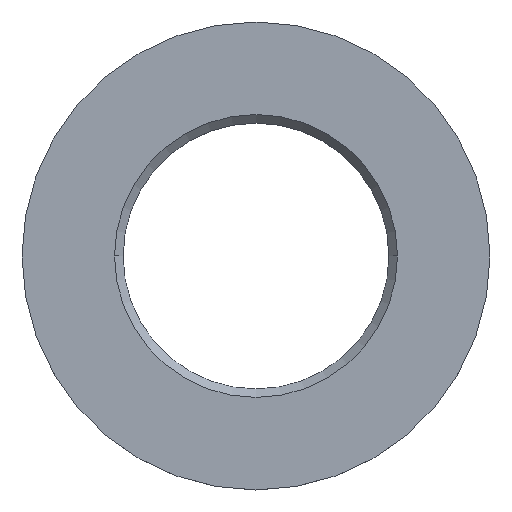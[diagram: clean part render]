
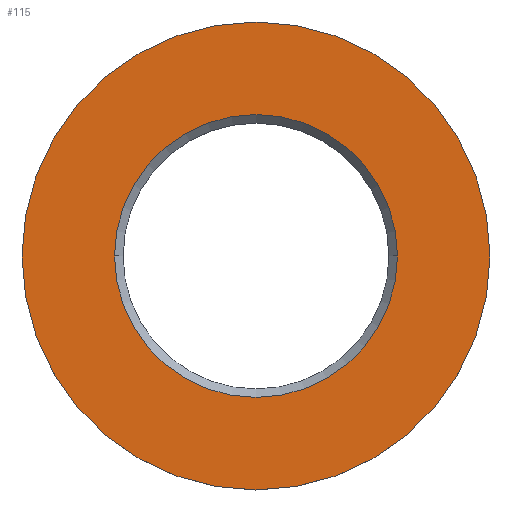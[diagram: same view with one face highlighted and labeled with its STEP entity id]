
A CAD part, top view. The second image highlights one B-rep face of the part: STEP entity #115.
In plain terms, the highlighted planar face has unit normal (0, 0, 1).
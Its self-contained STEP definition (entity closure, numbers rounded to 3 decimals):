
#69=EDGE_CURVE('',#71,#81,#171,.T.);
#71=VERTEX_POINT('',#173);
#75=EDGE_CURVE('',#81,#71,#177,.T.);
#81=VERTEX_POINT('',#185);
#99=VERTEX_POINT('',#206);
#115=ADVANCED_FACE('',(#223,#224),#225,.T.);
#119=VERTEX_POINT('',#229);
#127=EDGE_CURVE('',#119,#99,#240,.T.);
#141=EDGE_CURVE('',#99,#119,#254,.T.);
#171=CIRCLE('',#277,22.0);
#173=CARTESIAN_POINT('',(22.,0.,8.2));
#177=CIRCLE('',#285,22.0);
#185=CARTESIAN_POINT('',(-22.0,0.,8.2));
#206=CARTESIAN_POINT('',(-13.3,0.,8.2));
#223=FACE_OUTER_BOUND('',#343,.T.);
#224=FACE_BOUND('',#344,.T.);
#225=PLANE('',#345);
#229=CARTESIAN_POINT('',(13.3,0.,8.2));
#240=CIRCLE('',#360,13.3);
#254=CIRCLE('',#381,13.3);
#277=AXIS2_PLACEMENT_3D('',#399,#400,#401);
#285=AXIS2_PLACEMENT_3D('',#405,#406,#407);
#343=EDGE_LOOP('',(#473,#474));
#344=EDGE_LOOP('',(#475,#476));
#345=AXIS2_PLACEMENT_3D('',#477,#478,#479);
#360=AXIS2_PLACEMENT_3D('',#497,#498,#499);
#381=AXIS2_PLACEMENT_3D('',#508,#509,#510);
#399=CARTESIAN_POINT('',(0.,0.,8.2));
#400=DIRECTION('',(-0.0,0.0,-1.0));
#401=DIRECTION('',(-1.0,0.,0.0));
#405=CARTESIAN_POINT('',(0.,0.,8.2));
#406=DIRECTION('',(-0.0,0.0,-1.0));
#407=DIRECTION('',(-1.0,0.,0.0));
#473=ORIENTED_EDGE('',*,*,#75,.F.);
#474=ORIENTED_EDGE('',*,*,#69,.F.);
#475=ORIENTED_EDGE('',*,*,#141,.T.);
#476=ORIENTED_EDGE('',*,*,#127,.T.);
#477=CARTESIAN_POINT('',(-17.65,0.,8.2));
#478=DIRECTION('',(0.0,0.0,1.0));
#479=DIRECTION('',(-1.0,0.,0.0));
#497=CARTESIAN_POINT('',(0.,0.,8.2));
#498=DIRECTION('',(-0.0,0.0,-1.0));
#499=DIRECTION('',(-1.0,0.,0.0));
#508=CARTESIAN_POINT('',(0.,0.,8.2));
#509=DIRECTION('',(-0.0,0.0,-1.0));
#510=DIRECTION('',(-1.0,0.,0.0));
